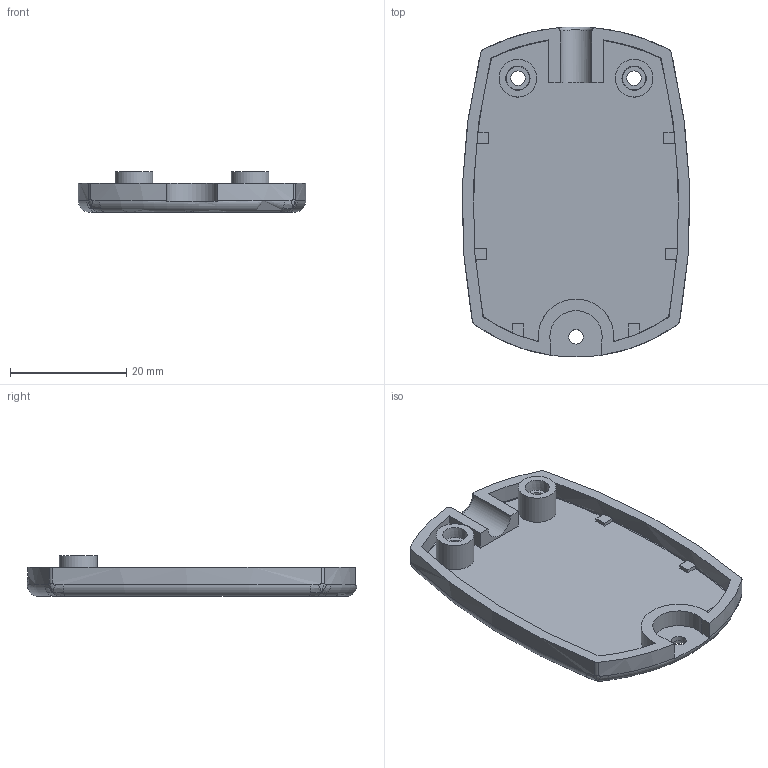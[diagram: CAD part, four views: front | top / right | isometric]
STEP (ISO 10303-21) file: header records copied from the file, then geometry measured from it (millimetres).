
FILE_DESCRIPTION((''),'2;1');
FILE_NAME('Нижняя часть.stp','2011-01-28T16:25:35',('Grechka'),(''),'Autodesk Inventor 2011','Autodesk Inventor 2011','');
FILE_SCHEMA(('AUTOMOTIVE_DESIGN { 1 0 10303 214 1 1 1 1 }'));
Length unit declared in the file: millimetre
Products named in the file (1): Нижняя часть
Bounding box: 39.13 x 56.77 x 7 mm (x, y, z)
Volume: 4930.8 mm3; surface area: 5630 mm2
Topology: 1 solids, 2 shells, 120 faces, 312 edges, 200 vertices
Faces by surface type: plane 44, cylinder 31, bspline 25, torus 18, cone 2
Full cylindrical faces by diameter (mm): 2.5 x3, 4 x3, 6.5 x2
Entity records: 5071 total; most frequent: CARTESIAN_POINT 2178, ORIENTED_EDGE 594, DIRECTION 519, EDGE_CURVE 297, AXIS2_PLACEMENT_3D 209, VERTEX_POINT 195, EDGE_LOOP 142, STYLED_ITEM 121
